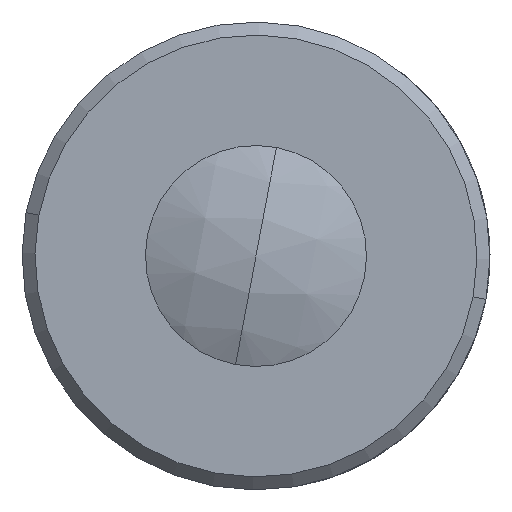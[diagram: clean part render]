
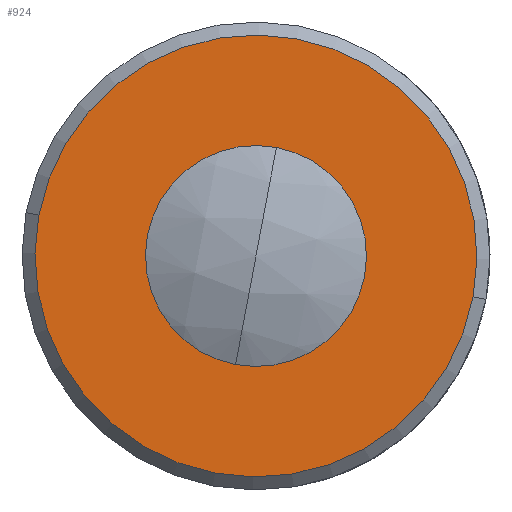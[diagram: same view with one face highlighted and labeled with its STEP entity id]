
A CAD part, left-side view. The second image highlights one B-rep face of the part: STEP entity #924.
In plain terms, the highlighted planar face has unit normal (-1, 0, 0).
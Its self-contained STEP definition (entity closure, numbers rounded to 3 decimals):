
#15 = EDGE_LOOP ( 'NONE', ( #118, #6330 ) ) ;
#118 = ORIENTED_EDGE ( 'NONE', *, *, #1077, .T. ) ;
#119 = CARTESIAN_POINT ( 'NONE',  ( -46.1, -4.177, -0.786 ) ) ;
#121 = CIRCLE ( 'NONE', #3749, 4.25 ) ;
#124 = AXIS2_PLACEMENT_3D ( 'NONE', #2782, #4314, #5343 ) ;
#274 = DIRECTION ( 'NONE',  ( 0., -0.983, -0.185 ) ) ;
#582 = CARTESIAN_POINT ( 'NONE',  ( -46.1, 0., 0. ) ) ;
#803 = EDGE_CURVE ( 'NONE', #5254, #5172, #4190, .T. ) ;
#924 = ADVANCED_FACE ( 'NONE', ( #3179, #2547 ), #5770, .F. ) ;
#947 = EDGE_CURVE ( 'NONE', #5933, #3781, #4348, .T. ) ;
#1077 = EDGE_CURVE ( 'NONE', #5172, #5254, #4890, .T. ) ;
#1578 = DIRECTION ( 'NONE',  ( -1., 0., 0. ) ) ;
#2106 = ORIENTED_EDGE ( 'NONE', *, *, #947, .F. ) ;
#2411 = CARTESIAN_POINT ( 'NONE',  ( -46.1, -8.353, -1.572 ) ) ;
#2434 = DIRECTION ( 'NONE',  ( 0., 0.983, 0.185 ) ) ;
#2495 = AXIS2_PLACEMENT_3D ( 'NONE', #582, #1578, #4128 ) ;
#2547 = FACE_BOUND ( 'NONE', #3615, .T. ) ;
#2782 = CARTESIAN_POINT ( 'NONE',  ( -46.1, -0.786, 4.177 ) ) ;
#2799 = DIRECTION ( 'NONE',  ( -1., 0., 0. ) ) ;
#3179 = FACE_OUTER_BOUND ( 'NONE', #15, .T. ) ;
#3615 = EDGE_LOOP ( 'NONE', ( #2106, #5016 ) ) ;
#3747 = CARTESIAN_POINT ( 'NONE',  ( -46.1, 8.353, 1.572 ) ) ;
#3749 = AXIS2_PLACEMENT_3D ( 'NONE', #4997, #4971, #6454 ) ;
#3781 = VERTEX_POINT ( 'NONE', #4218 ) ;
#4128 = DIRECTION ( 'NONE',  ( 0., 0.983, 0.185 ) ) ;
#4175 = AXIS2_PLACEMENT_3D ( 'NONE', #5833, #5874, #2434 ) ;
#4190 = CIRCLE ( 'NONE', #2495, 8.5 ) ;
#4218 = CARTESIAN_POINT ( 'NONE',  ( -46.1, 4.177, 0.786 ) ) ;
#4314 = DIRECTION ( 'NONE',  ( 1., 0., 0. ) ) ;
#4348 = CIRCLE ( 'NONE', #5388, 4.25 ) ;
#4817 = CARTESIAN_POINT ( 'NONE',  ( -46.1, 0., 0. ) ) ;
#4890 = CIRCLE ( 'NONE', #4175, 8.5 ) ;
#4917 = EDGE_CURVE ( 'NONE', #3781, #5933, #121, .T. ) ;
#4971 = DIRECTION ( 'NONE',  ( -1., 0., 0. ) ) ;
#4997 = CARTESIAN_POINT ( 'NONE',  ( -46.1, 0., 0. ) ) ;
#5016 = ORIENTED_EDGE ( 'NONE', *, *, #4917, .F. ) ;
#5172 = VERTEX_POINT ( 'NONE', #3747 ) ;
#5254 = VERTEX_POINT ( 'NONE', #2411 ) ;
#5343 = DIRECTION ( 'NONE',  ( 0., 0.983, 0.185 ) ) ;
#5388 = AXIS2_PLACEMENT_3D ( 'NONE', #4817, #2799, #274 ) ;
#5770 = PLANE ( 'NONE',  #124 ) ;
#5833 = CARTESIAN_POINT ( 'NONE',  ( -46.1, 0., 0. ) ) ;
#5874 = DIRECTION ( 'NONE',  ( -1., 0., 0. ) ) ;
#5933 = VERTEX_POINT ( 'NONE', #119 ) ;
#6330 = ORIENTED_EDGE ( 'NONE', *, *, #803, .T. ) ;
#6454 = DIRECTION ( 'NONE',  ( 0., -0.983, -0.185 ) ) ;
